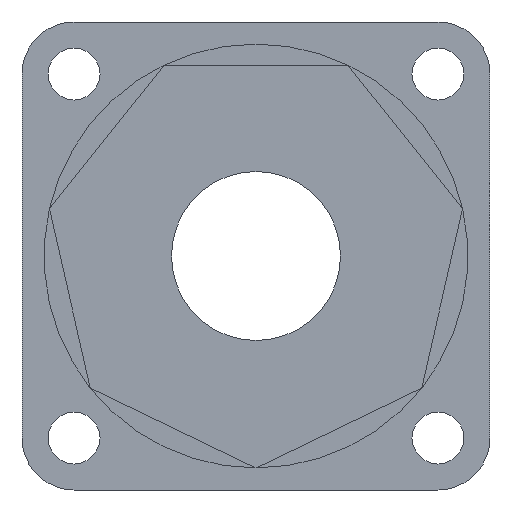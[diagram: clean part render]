
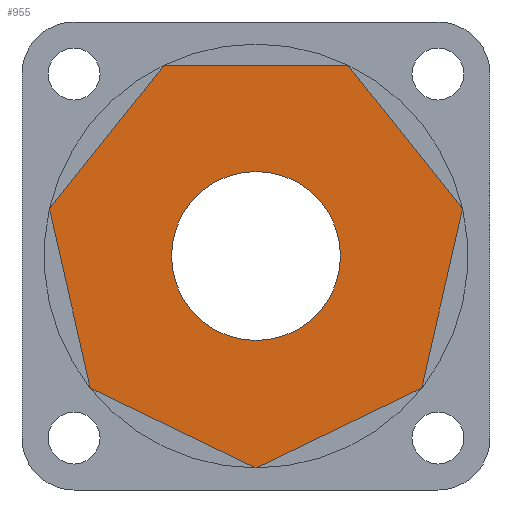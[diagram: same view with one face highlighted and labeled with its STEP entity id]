
A CAD part, front view. The second image highlights one B-rep face of the part: STEP entity #955.
In plain terms, the highlighted planar face has unit normal (0, -1, 0).
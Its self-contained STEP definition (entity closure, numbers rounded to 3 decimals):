
#829 = EDGE_CURVE('',#830,#830,#832,.T.);
#830 = VERTEX_POINT('',#831);
#831 = CARTESIAN_POINT('',(23.,27.,24.75));
#832 = CIRCLE('',#833,3.25);
#833 = AXIS2_PLACEMENT_3D('',#834,#835,#836);
#834 = CARTESIAN_POINT('',(23.,27.,28.));
#835 = DIRECTION('',(0.,-1.,0.));
#836 = DIRECTION('',(0.,0.,-1.));
#955 = ADVANCED_FACE('',(#956,#1014),#1017,.F.);
#956 = FACE_BOUND('',#957,.F.);
#957 = EDGE_LOOP('',(#958,#968,#976,#984,#992,#1000,#1008));
#958 = ORIENTED_EDGE('',*,*,#959,.F.);
#959 = EDGE_CURVE('',#960,#962,#964,.T.);
#960 = VERTEX_POINT('',#961);
#961 = CARTESIAN_POINT('',(19.464,27.,35.343));
#962 = VERTEX_POINT('',#963);
#963 = CARTESIAN_POINT('',(15.054,27.,29.814));
#964 = LINE('',#965,#966);
#965 = CARTESIAN_POINT('',(19.464,27.,35.343));
#966 = VECTOR('',#967,1.);
#967 = DIRECTION('',(-0.623,0.,-0.782
    ));
#968 = ORIENTED_EDGE('',*,*,#969,.F.);
#969 = EDGE_CURVE('',#970,#960,#972,.T.);
#970 = VERTEX_POINT('',#971);
#971 = CARTESIAN_POINT('',(26.536,27.,35.343));
#972 = LINE('',#973,#974);
#973 = CARTESIAN_POINT('',(26.536,27.,35.343));
#974 = VECTOR('',#975,1.);
#975 = DIRECTION('',(-1.,0.,0.));
#976 = ORIENTED_EDGE('',*,*,#977,.F.);
#977 = EDGE_CURVE('',#978,#970,#980,.T.);
#978 = VERTEX_POINT('',#979);
#979 = CARTESIAN_POINT('',(30.946,27.,29.814));
#980 = LINE('',#981,#982);
#981 = CARTESIAN_POINT('',(30.946,27.,29.814));
#982 = VECTOR('',#983,1.);
#983 = DIRECTION('',(-0.623,0.,0.782)
  );
#984 = ORIENTED_EDGE('',*,*,#985,.F.);
#985 = EDGE_CURVE('',#986,#978,#988,.T.);
#986 = VERTEX_POINT('',#987);
#987 = CARTESIAN_POINT('',(29.372,27.,22.919));
#988 = LINE('',#989,#990);
#989 = CARTESIAN_POINT('',(29.372,27.,22.919));
#990 = VECTOR('',#991,1.);
#991 = DIRECTION('',(0.223,0.,0.975));
#992 = ORIENTED_EDGE('',*,*,#993,.F.);
#993 = EDGE_CURVE('',#994,#986,#996,.T.);
#994 = VERTEX_POINT('',#995);
#995 = CARTESIAN_POINT('',(23.,27.,19.85));
#996 = LINE('',#997,#998);
#997 = CARTESIAN_POINT('',(23.,27.,19.85));
#998 = VECTOR('',#999,1.);
#999 = DIRECTION('',(0.901,0.,0.434));
#1000 = ORIENTED_EDGE('',*,*,#1001,.F.);
#1001 = EDGE_CURVE('',#1002,#994,#1004,.T.);
#1002 = VERTEX_POINT('',#1003);
#1003 = CARTESIAN_POINT('',(16.628,27.,22.919));
#1004 = LINE('',#1005,#1006);
#1005 = CARTESIAN_POINT('',(16.628,27.,22.919));
#1006 = VECTOR('',#1007,1.);
#1007 = DIRECTION('',(0.901,0.,-0.434)
  );
#1008 = ORIENTED_EDGE('',*,*,#1009,.F.);
#1009 = EDGE_CURVE('',#962,#1002,#1010,.T.);
#1010 = LINE('',#1011,#1012);
#1011 = CARTESIAN_POINT('',(15.054,27.,29.814));
#1012 = VECTOR('',#1013,1.);
#1013 = DIRECTION('',(0.223,0.,-0.975
    ));
#1014 = FACE_BOUND('',#1015,.F.);
#1015 = EDGE_LOOP('',(#1016));
#1016 = ORIENTED_EDGE('',*,*,#829,.T.);
#1017 = PLANE('',#1018);
#1018 = AXIS2_PLACEMENT_3D('',#1019,#1020,#1021);
#1019 = CARTESIAN_POINT('',(23.,27.,28.));
#1020 = DIRECTION('',(0.,1.,0.));
#1021 = DIRECTION('',(0.,0.,-1.));
